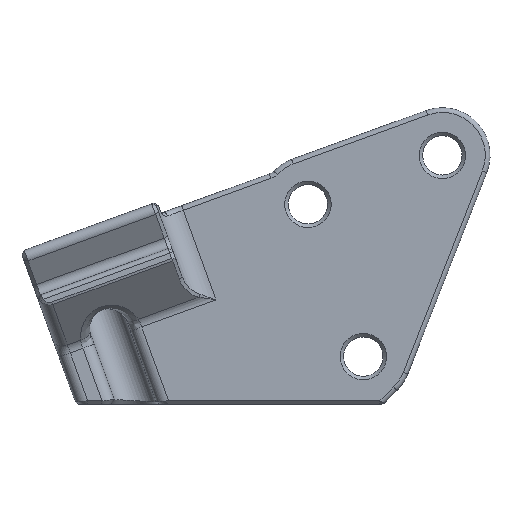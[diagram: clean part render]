
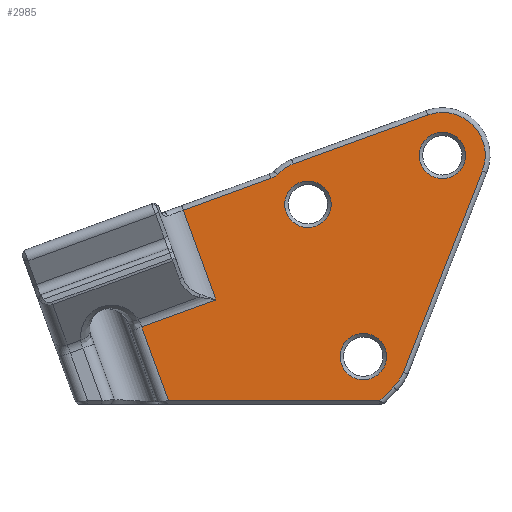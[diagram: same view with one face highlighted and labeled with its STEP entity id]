
A CAD part, left-side view. The second image highlights one B-rep face of the part: STEP entity #2985.
In plain terms, the highlighted planar face has unit normal (-1, 0, 0).
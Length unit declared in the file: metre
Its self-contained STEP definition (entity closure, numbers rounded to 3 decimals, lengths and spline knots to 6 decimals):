
#137=PLANE('',#3262);
#279=LINE('',#4876,#465);
#280=LINE('',#4879,#466);
#281=LINE('',#4881,#467);
#282=LINE('',#4883,#468);
#283=LINE('',#4887,#469);
#284=LINE('',#4891,#470);
#285=LINE('',#4897,#471);
#286=LINE('',#4899,#472);
#465=VECTOR('',#3816,1.);
#466=VECTOR('',#3817,1.);
#467=VECTOR('',#3818,1.);
#468=VECTOR('',#3819,1.);
#469=VECTOR('',#3822,1.);
#470=VECTOR('',#3825,1.);
#471=VECTOR('',#3830,1.);
#472=VECTOR('',#3831,1.);
#858=ORIENTED_EDGE('',*,*,#1729,.T.);
#859=ORIENTED_EDGE('',*,*,#1730,.T.);
#860=ORIENTED_EDGE('',*,*,#1731,.T.);
#861=ORIENTED_EDGE('',*,*,#1732,.T.);
#862=ORIENTED_EDGE('',*,*,#1733,.T.);
#863=ORIENTED_EDGE('',*,*,#1734,.T.);
#864=ORIENTED_EDGE('',*,*,#1735,.T.);
#865=ORIENTED_EDGE('',*,*,#1736,.T.);
#866=ORIENTED_EDGE('',*,*,#1737,.T.);
#867=ORIENTED_EDGE('',*,*,#1738,.T.);
#868=ORIENTED_EDGE('',*,*,#1739,.T.);
#869=ORIENTED_EDGE('',*,*,#1740,.T.);
#870=ORIENTED_EDGE('',*,*,#1741,.T.);
#871=ORIENTED_EDGE('',*,*,#1742,.T.);
#872=ORIENTED_EDGE('',*,*,#1743,.T.);
#1729=EDGE_CURVE('',#2149,#2149,#2313,.T.);
#1730=EDGE_CURVE('',#2150,#2150,#2314,.T.);
#1731=EDGE_CURVE('',#2151,#2151,#2315,.T.);
#1732=EDGE_CURVE('',#2152,#2153,#279,.T.);
#1733=EDGE_CURVE('',#2153,#2154,#280,.F.);
#1734=EDGE_CURVE('',#2154,#2155,#281,.T.);
#1735=EDGE_CURVE('',#2155,#2156,#282,.F.);
#1736=EDGE_CURVE('',#2156,#2157,#2316,.F.);
#1737=EDGE_CURVE('',#2157,#2158,#283,.F.);
#1738=EDGE_CURVE('',#2158,#2159,#2317,.F.);
#1739=EDGE_CURVE('',#2159,#2160,#284,.F.);
#1740=EDGE_CURVE('',#2160,#2161,#2318,.F.);
#1741=EDGE_CURVE('',#2161,#2162,#2319,.T.);
#1742=EDGE_CURVE('',#2162,#2163,#285,.F.);
#1743=EDGE_CURVE('',#2163,#2152,#286,.F.);
#2149=VERTEX_POINT('',#4871);
#2150=VERTEX_POINT('',#4873);
#2151=VERTEX_POINT('',#4875);
#2152=VERTEX_POINT('',#4877);
#2153=VERTEX_POINT('',#4878);
#2154=VERTEX_POINT('',#4880);
#2155=VERTEX_POINT('',#4882);
#2156=VERTEX_POINT('',#4884);
#2157=VERTEX_POINT('',#4886);
#2158=VERTEX_POINT('',#4888);
#2159=VERTEX_POINT('',#4890);
#2160=VERTEX_POINT('',#4892);
#2161=VERTEX_POINT('',#4894);
#2162=VERTEX_POINT('',#4896);
#2163=VERTEX_POINT('',#4898);
#2313=CIRCLE('',#3263,0.00195);
#2314=CIRCLE('',#3264,0.00195);
#2315=CIRCLE('',#3265,0.00195);
#2316=CIRCLE('',#3266,0.0036);
#2317=CIRCLE('',#3267,0.0036);
#2318=CIRCLE('',#3268,0.0036);
#2319=CIRCLE('',#3269,0.0014);
#2460=EDGE_LOOP('',(#858));
#2461=EDGE_LOOP('',(#859));
#2462=EDGE_LOOP('',(#860));
#2463=EDGE_LOOP('',(#861,#862,#863,#864,#865,#866,#867,#868,#869,#870,#871,
#872));
#2698=FACE_BOUND('',#2460,.T.);
#2699=FACE_BOUND('',#2461,.T.);
#2700=FACE_BOUND('',#2462,.T.);
#2701=FACE_BOUND('',#2463,.T.);
#2985=ADVANCED_FACE('',(#2698,#2699,#2700,#2701),#137,.F.);
#3262=AXIS2_PLACEMENT_3D('',#4869,#3808,#3809);
#3263=AXIS2_PLACEMENT_3D('',#4870,#3810,#3811);
#3264=AXIS2_PLACEMENT_3D('',#4872,#3812,#3813);
#3265=AXIS2_PLACEMENT_3D('',#4874,#3814,#3815);
#3266=AXIS2_PLACEMENT_3D('',#4885,#3820,#3821);
#3267=AXIS2_PLACEMENT_3D('',#4889,#3823,#3824);
#3268=AXIS2_PLACEMENT_3D('',#4893,#3826,#3827);
#3269=AXIS2_PLACEMENT_3D('',#4895,#3828,#3829);
#3808=DIRECTION('',(1.,0.,0.));
#3809=DIRECTION('',(0.,-0.342,-0.94));
#3810=DIRECTION('',(1.,0.,0.));
#3811=DIRECTION('',(0.,-0.342,-0.94));
#3812=DIRECTION('',(1.,0.,0.));
#3813=DIRECTION('',(0.,-0.342,-0.94));
#3814=DIRECTION('',(1.,0.,0.));
#3815=DIRECTION('',(0.,-0.342,-0.94));
#3816=DIRECTION('',(0.,0.94,-0.342));
#3817=DIRECTION('',(0.,0.342,0.94));
#3818=DIRECTION('',(0.,-1.,0.));
#3819=DIRECTION('',(0.,0.707,-0.707));
#3820=DIRECTION('',(1.,0.,0.));
#3821=DIRECTION('',(0.,-0.342,-0.94));
#3822=DIRECTION('',(0.,0.366,-0.931));
#3823=DIRECTION('',(1.,0.,0.));
#3824=DIRECTION('',(0.,-0.342,-0.94));
#3825=DIRECTION('',(0.,-0.94,0.342));
#3826=DIRECTION('',(1.,0.,0.));
#3827=DIRECTION('',(0.,-0.342,-0.94));
#3828=DIRECTION('',(1.,0.,0.));
#3829=DIRECTION('',(0.,-0.342,-0.94));
#3830=DIRECTION('',(0.,-0.94,0.342));
#3831=DIRECTION('',(0.,0.342,0.94));
#4869=CARTESIAN_POINT('',(-0.006,-0.029505,0.020881));
#4870=CARTESIAN_POINT('',(-0.006,-0.022873,0.004));
#4871=CARTESIAN_POINT('',(-0.006,-0.023539,0.002167));
#4872=CARTESIAN_POINT('',(-0.006,-0.018227,0.016782));
#4873=CARTESIAN_POINT('',(-0.006,-0.018893,0.014949));
#4874=CARTESIAN_POINT('',(-0.006,-0.029505,0.020881));
#4875=CARTESIAN_POINT('',(-0.006,-0.030171,0.019048));
#4876=CARTESIAN_POINT('',(-0.006,-0.031184,0.016262));
#4877=CARTESIAN_POINT('',(-0.006,-0.010507,0.008748));
#4878=CARTESIAN_POINT('',(-0.006,-0.004281,0.006485));
#4879=CARTESIAN_POINT('',(-0.006,-0.002602,0.011103));
#4880=CARTESIAN_POINT('',(-0.006,-0.006528,0.0003));
#4881=CARTESIAN_POINT('',(-0.006,-0.029505,0.0003));
#4882=CARTESIAN_POINT('',(-0.006,-0.024264,0.0003));
#4883=CARTESIAN_POINT('',(-0.006,-0.037175,0.013211));
#4884=CARTESIAN_POINT('',(-0.006,-0.025418,0.001454));
#4885=CARTESIAN_POINT('',(-0.006,-0.022873,0.004));
#4886=CARTESIAN_POINT('',(-0.006,-0.026223,0.002683));
#4887=CARTESIAN_POINT('',(-0.006,-0.032856,0.019564));
#4888=CARTESIAN_POINT('',(-0.006,-0.032856,0.019564));
#4889=CARTESIAN_POINT('',(-0.006,-0.029505,0.020881));
#4890=CARTESIAN_POINT('',(-0.006,-0.028276,0.024264));
#4891=CARTESIAN_POINT('',(-0.006,-0.028276,0.024264));
#4892=CARTESIAN_POINT('',(-0.006,-0.016997,0.020165));
#4893=CARTESIAN_POINT('',(-0.006,-0.018227,0.016782));
#4894=CARTESIAN_POINT('',(-0.006,-0.015645,0.019291));
#4895=CARTESIAN_POINT('',(-0.006,-0.014642,0.020267));
#4896=CARTESIAN_POINT('',(-0.006,-0.01512,0.018951));
#4897=CARTESIAN_POINT('',(-0.006,-0.00777,0.01628));
#4898=CARTESIAN_POINT('',(-0.006,-0.00777,0.01628));
#4899=CARTESIAN_POINT('',(-0.006,-0.010507,0.008748));
